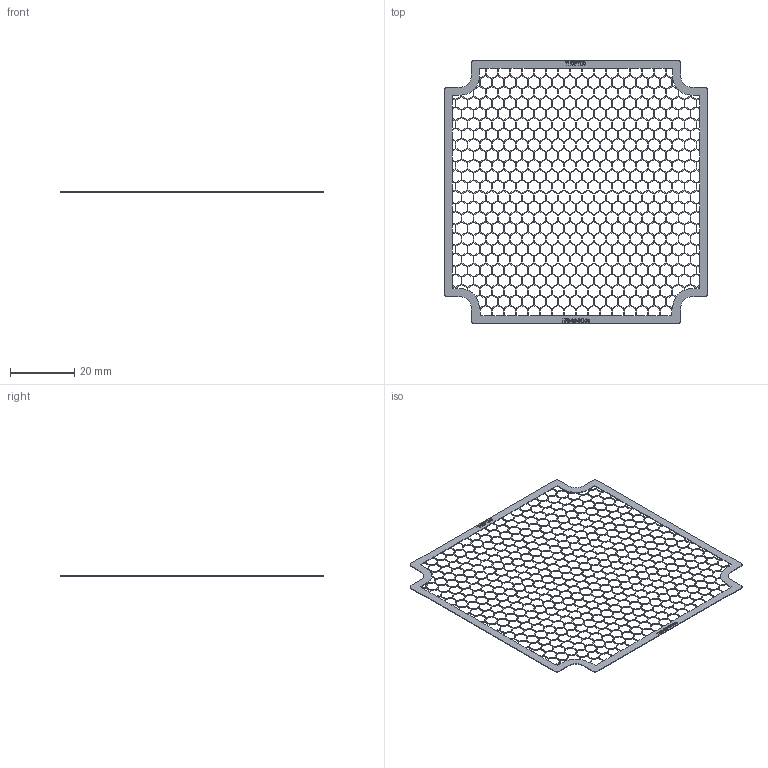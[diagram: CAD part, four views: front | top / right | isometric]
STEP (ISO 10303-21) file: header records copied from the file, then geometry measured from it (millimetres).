
FILE_DESCRIPTION (( 'STEP AP214' ), '1' );
FILE_NAME ('LEB-80-SE-35.STEP', '2013-05-16T10:45:12', ( '' ), ( '' ), 'SwSTEP 2.0', 'SolidWorks 2013', '' );
FILE_SCHEMA (( 'AUTOMOTIVE_DESIGN' ));
Length unit declared in the file: millimetre
Products named in the file (1): LEB-80-SE-35
Bounding box: 82 x 82 x 0.2 mm (x, y, z)
Volume: 300 mm3; surface area: 4235.9 mm2
Topology: 1 solids, 1 shells, 3345 faces, 9951 edges, 6634 vertices
Faces by surface type: plane 3116, bspline 203, cylinder 26
Entity records: 113041 total; most frequent: CARTESIAN_POINT 22570, ORIENTED_EDGE 19902, DIRECTION 15883, EDGE_CURVE 9951, VECTOR 9493, LINE 9493, VERTEX_POINT 6634, EDGE_LOOP 4367
